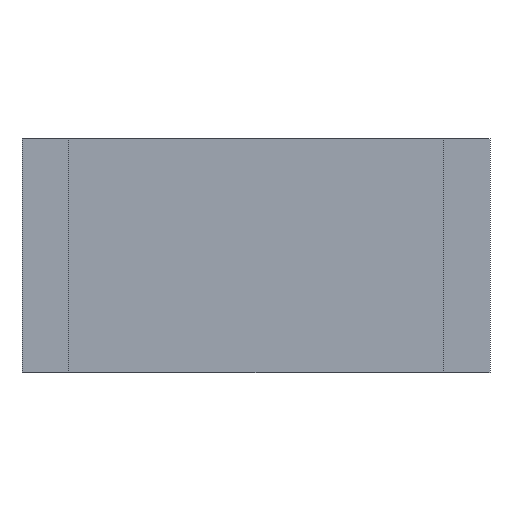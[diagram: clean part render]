
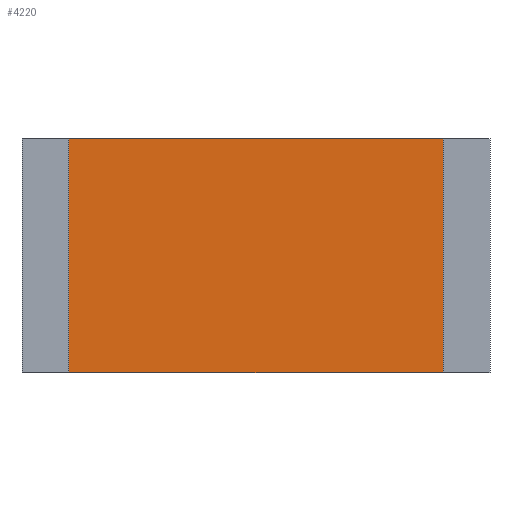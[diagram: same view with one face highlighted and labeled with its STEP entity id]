
A CAD part, front view. The second image highlights one B-rep face of the part: STEP entity #4220.
In plain terms, the highlighted planar face has unit normal (0, -1, 0).
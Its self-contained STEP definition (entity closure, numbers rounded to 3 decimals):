
#115=DIRECTION('',(-1.,0.,0.));
#116=VECTOR('',#115,4.);
#117=CARTESIAN_POINT('',(2.,0.02,-1.25));
#118=LINE('',#117,#116);
#136=DIRECTION('',(-1.,0.,0.));
#137=VECTOR('',#136,4.);
#138=CARTESIAN_POINT('',(2.,0.02,1.25));
#139=LINE('',#138,#137);
#178=DIRECTION('',(0.,0.,-1.));
#179=VECTOR('',#178,2.5);
#180=CARTESIAN_POINT('',(2.,0.02,1.25));
#181=LINE('',#180,#179);
#185=DIRECTION('',(0.,0.,-1.));
#186=VECTOR('',#185,2.5);
#187=CARTESIAN_POINT('',(-2.,0.02,1.25));
#188=LINE('',#187,#186);
#3430=CARTESIAN_POINT('',(2.,0.02,1.25));
#3431=VERTEX_POINT('',#3430);
#3432=CARTESIAN_POINT('',(-2.,0.02,1.25));
#3433=VERTEX_POINT('',#3432);
#3438=CARTESIAN_POINT('',(2.,0.02,-1.25));
#3439=VERTEX_POINT('',#3438);
#3440=CARTESIAN_POINT('',(-2.,0.02,-1.25));
#3441=VERTEX_POINT('',#3440);
#4208=CARTESIAN_POINT('',(2.,0.02,1.25));
#4209=DIRECTION('',(0.,1.,0.));
#4210=DIRECTION('',(-1.,0.,0.));
#4211=AXIS2_PLACEMENT_3D('',#4208,#4209,#4210);
#4212=PLANE('',#4211);
#4213=ORIENTED_EDGE('',*,*,#4186,.F.);
#4214=ORIENTED_EDGE('',*,*,#4106,.T.);
#4215=ORIENTED_EDGE('',*,*,#4149,.T.);
#4217=ORIENTED_EDGE('',*,*,#4216,.F.);
#4218=EDGE_LOOP('',(#4213,#4214,#4215,#4217));
#4219=FACE_OUTER_BOUND('',#4218,.F.);
#4220=ADVANCED_FACE('',(#4219),#4212,.F.);
#4106=EDGE_CURVE('',#3431,#3439,#181,.T.);
#4149=EDGE_CURVE('',#3439,#3441,#118,.T.);
#4186=EDGE_CURVE('',#3431,#3433,#139,.T.);
#4216=EDGE_CURVE('',#3433,#3441,#188,.T.);
